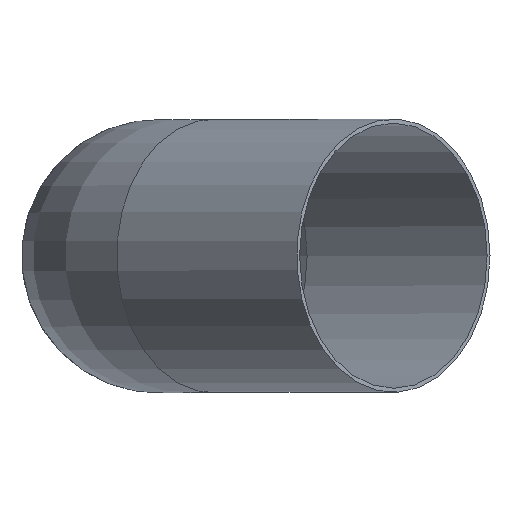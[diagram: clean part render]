
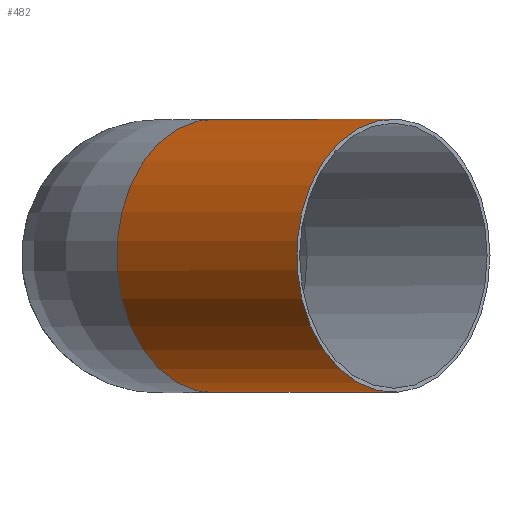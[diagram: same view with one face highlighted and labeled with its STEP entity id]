
A CAD part, top view. The second image highlights one B-rep face of the part: STEP entity #482.
In plain terms, the highlighted cylindrical face has radius 510 mm (diameter 1020 mm), a full revolution.
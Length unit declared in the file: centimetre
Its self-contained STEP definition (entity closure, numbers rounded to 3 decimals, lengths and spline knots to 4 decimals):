
#129=CYLINDRICAL_SURFACE('',#535,51.);
#140=LINE('',#847,#173);
#173=VECTOR('',#676,51.);
#220=FACE_OUTER_BOUND('',#241,.T.);
#241=EDGE_LOOP('',(#451,#452,#453,#454));
#277=CIRCLE('',#536,51.);
#278=CIRCLE('',#537,51.);
#325=VERTEX_POINT('',#844);
#326=VERTEX_POINT('',#846);
#368=EDGE_CURVE('',#325,#325,#277,.T.);
#369=EDGE_CURVE('',#325,#326,#140,.T.);
#370=EDGE_CURVE('',#326,#326,#278,.T.);
#451=ORIENTED_EDGE('',*,*,#368,.F.);
#452=ORIENTED_EDGE('',*,*,#369,.T.);
#453=ORIENTED_EDGE('',*,*,#370,.T.);
#454=ORIENTED_EDGE('',*,*,#369,.F.);
#482=ADVANCED_FACE('',(#220),#129,.T.);
#535=AXIS2_PLACEMENT_3D('',#843,#672,#673);
#536=AXIS2_PLACEMENT_3D('',#845,#674,#675);
#537=AXIS2_PLACEMENT_3D('',#848,#677,#678);
#672=DIRECTION('center_axis',(0.707,0.,0.707));
#673=DIRECTION('ref_axis',(-0.707,0.,0.707));
#674=DIRECTION('center_axis',(0.707,0.,0.707));
#675=DIRECTION('ref_axis',(-0.707,0.,0.707));
#676=DIRECTION('',(-0.707,0.,-0.707));
#677=DIRECTION('center_axis',(0.707,0.,0.707));
#678=DIRECTION('ref_axis',(-0.707,0.,0.707));
#843=CARTESIAN_POINT('Origin',(20.5025,0.,165.5025));
#844=CARTESIAN_POINT('',(123.7437,0.,196.6188));
#845=CARTESIAN_POINT('Origin',(87.6812,0.,232.6812));
#846=CARTESIAN_POINT('',(56.565,0.,129.4401));
#847=CARTESIAN_POINT('',(56.565,0.,129.4401));
#848=CARTESIAN_POINT('Origin',(20.5025,0.,165.5025));
